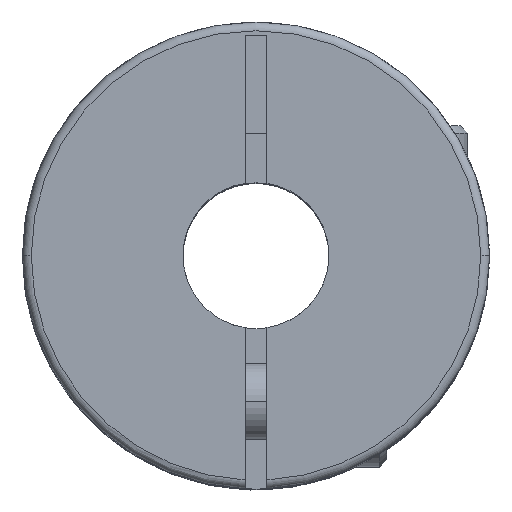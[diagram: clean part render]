
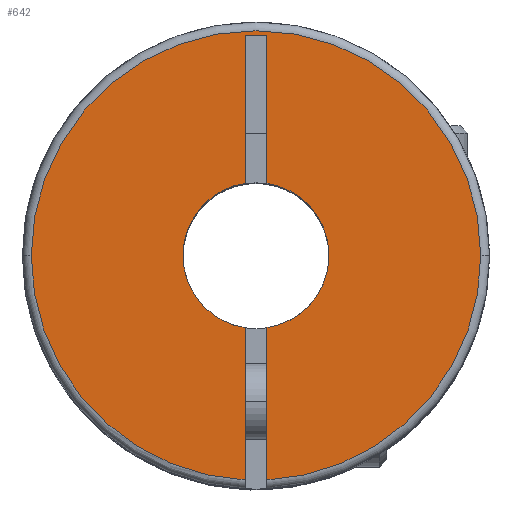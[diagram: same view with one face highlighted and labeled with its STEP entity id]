
A CAD part, top view. The second image highlights one B-rep face of the part: STEP entity #642.
In plain terms, the highlighted planar face has unit normal (0, 0, 1).
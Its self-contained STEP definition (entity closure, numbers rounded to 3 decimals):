
#43 = DIRECTION ( 'NONE',  ( 0., 0., -1. ) ) ;
#121 = CIRCLE ( 'NONE', #3572, 7.7 ) ;
#186 = CIRCLE ( 'NONE', #3069, 2.5 ) ;
#189 = DIRECTION ( 'NONE',  ( 0., 0., -1. ) ) ;
#200 = EDGE_CURVE ( 'NONE', #299, #3585, #2625, .T. ) ;
#211 = AXIS2_PLACEMENT_3D ( 'NONE', #477, #189, #2511 ) ;
#251 = CARTESIAN_POINT ( 'NONE',  ( 0.375, 7.55, 0. ) ) ;
#299 = VERTEX_POINT ( 'NONE', #3615 ) ;
#306 = CARTESIAN_POINT ( 'NONE',  ( -0.375, -2.472, 0. ) ) ;
#387 = VERTEX_POINT ( 'NONE', #3184 ) ;
#432 = DIRECTION ( 'NONE',  ( 0., 1., 0. ) ) ;
#477 = CARTESIAN_POINT ( 'NONE',  ( 0., 0., 0. ) ) ;
#582 = CARTESIAN_POINT ( 'NONE',  ( -0.375, 7.55, 0. ) ) ;
#587 = LINE ( 'NONE', #1420, #3694 ) ;
#594 = VERTEX_POINT ( 'NONE', #306 ) ;
#600 = DIRECTION ( 'NONE',  ( -1., 0., 0. ) ) ;
#642 = ADVANCED_FACE ( 'NONE', ( #1532 ), #3795, .F. ) ;
#802 = EDGE_CURVE ( 'NONE', #3879, #2316, #121, .T. ) ;
#816 = EDGE_CURVE ( 'NONE', #594, #387, #587, .T. ) ;
#832 = ORIENTED_EDGE ( 'NONE', *, *, #200, .F. ) ;
#843 = EDGE_CURVE ( 'NONE', #1364, #3585, #186, .T. ) ;
#886 = VECTOR ( 'NONE', #2442, 1000. ) ;
#893 = DIRECTION ( 'NONE',  ( 0., 0., -1. ) ) ;
#994 = ORIENTED_EDGE ( 'NONE', *, *, #1323, .F. ) ;
#1004 = ORIENTED_EDGE ( 'NONE', *, *, #2112, .F. ) ;
#1090 = VECTOR ( 'NONE', #432, 1000. ) ;
#1118 = EDGE_CURVE ( 'NONE', #3737, #3614, #3093, .T. ) ;
#1136 = DIRECTION ( 'NONE',  ( -1., 0., 0. ) ) ;
#1147 = ORIENTED_EDGE ( 'NONE', *, *, #3300, .F. ) ;
#1161 = DIRECTION ( 'NONE',  ( -1., 0., 0. ) ) ;
#1175 = DIRECTION ( 'NONE',  ( 0., 0., -1. ) ) ;
#1240 = CARTESIAN_POINT ( 'NONE',  ( 0.375, -8., 0. ) ) ;
#1261 = ORIENTED_EDGE ( 'NONE', *, *, #2139, .T. ) ;
#1323 = EDGE_CURVE ( 'NONE', #2316, #3614, #1557, .T. ) ;
#1337 = EDGE_CURVE ( 'NONE', #2769, #299, #2118, .T. ) ;
#1364 = VERTEX_POINT ( 'NONE', #1786 ) ;
#1420 = CARTESIAN_POINT ( 'NONE',  ( -0.375, 7.55, 0. ) ) ;
#1511 = DIRECTION ( 'NONE',  ( -1., 0., 0. ) ) ;
#1532 = FACE_OUTER_BOUND ( 'NONE', #2942, .T. ) ;
#1557 = LINE ( 'NONE', #1240, #886 ) ;
#1640 = ORIENTED_EDGE ( 'NONE', *, *, #1337, .F. ) ;
#1650 = CIRCLE ( 'NONE', #2341, 7.7 ) ;
#1717 = CARTESIAN_POINT ( 'NONE',  ( -7.7, 0., 0. ) ) ;
#1727 = CARTESIAN_POINT ( 'NONE',  ( 0., 0., 0. ) ) ;
#1735 = CARTESIAN_POINT ( 'NONE',  ( 0., 0., 0. ) ) ;
#1786 = CARTESIAN_POINT ( 'NONE',  ( -2.5, 0., 0. ) ) ;
#1846 = DIRECTION ( 'NONE',  ( 0., -1., 0. ) ) ;
#1864 = DIRECTION ( 'NONE',  ( 0., 0., -1. ) ) ;
#1934 = AXIS2_PLACEMENT_3D ( 'NONE', #1727, #43, #1846 ) ;
#1970 = CARTESIAN_POINT ( 'NONE',  ( 0.375, -8., 0. ) ) ;
#1989 = CARTESIAN_POINT ( 'NONE',  ( 0.375, -7.691, 0. ) ) ;
#2014 = DIRECTION ( 'NONE',  ( 0., 0., -1. ) ) ;
#2025 = VERTEX_POINT ( 'NONE', #1717 ) ;
#2082 = AXIS2_PLACEMENT_3D ( 'NONE', #3361, #1864, #2773 ) ;
#2112 = EDGE_CURVE ( 'NONE', #387, #2025, #1650, .T. ) ;
#2118 = LINE ( 'NONE', #2694, #2964 ) ;
#2137 = CIRCLE ( 'NONE', #2150, 2.5 ) ;
#2139 = EDGE_CURVE ( 'NONE', #594, #1364, #2137, .T. ) ;
#2150 = AXIS2_PLACEMENT_3D ( 'NONE', #3582, #1175, #1161 ) ;
#2316 = VERTEX_POINT ( 'NONE', #1989 ) ;
#2319 = CARTESIAN_POINT ( 'NONE',  ( -0.375, 2.472, 0. ) ) ;
#2341 = AXIS2_PLACEMENT_3D ( 'NONE', #2957, #2388, #2668 ) ;
#2349 = ORIENTED_EDGE ( 'NONE', *, *, #1118, .T. ) ;
#2357 = CARTESIAN_POINT ( 'NONE',  ( 0.375, -2.472, 0. ) ) ;
#2388 = DIRECTION ( 'NONE',  ( 0., 0., -1. ) ) ;
#2389 = DIRECTION ( 'NONE',  ( 0., -1., 0. ) ) ;
#2398 = CIRCLE ( 'NONE', #2082, 7.7 ) ;
#2405 = DIRECTION ( 'NONE',  ( 0., -1., 0. ) ) ;
#2442 = DIRECTION ( 'NONE',  ( 0., 1., 0. ) ) ;
#2511 = DIRECTION ( 'NONE',  ( -1., 0., 0. ) ) ;
#2625 = LINE ( 'NONE', #582, #3182 ) ;
#2668 = DIRECTION ( 'NONE',  ( -1., 0., 0. ) ) ;
#2694 = CARTESIAN_POINT ( 'NONE',  ( 0.375, 7.55, 0. ) ) ;
#2768 = CARTESIAN_POINT ( 'NONE',  ( 0.375, 2.472, 0. ) ) ;
#2769 = VERTEX_POINT ( 'NONE', #251 ) ;
#2773 = DIRECTION ( 'NONE',  ( -1., 0., 0. ) ) ;
#2942 = EDGE_LOOP ( 'NONE', ( #1004, #3179, #1261, #2993, #832, #1640, #3018, #2349, #994, #3432, #1147 ) ) ;
#2957 = CARTESIAN_POINT ( 'NONE',  ( 0., 0., 0. ) ) ;
#2964 = VECTOR ( 'NONE', #1511, 1000. ) ;
#2993 = ORIENTED_EDGE ( 'NONE', *, *, #843, .T. ) ;
#3018 = ORIENTED_EDGE ( 'NONE', *, *, #3473, .F. ) ;
#3069 = AXIS2_PLACEMENT_3D ( 'NONE', #1735, #2014, #1136 ) ;
#3093 = CIRCLE ( 'NONE', #211, 2.5 ) ;
#3179 = ORIENTED_EDGE ( 'NONE', *, *, #816, .F. ) ;
#3182 = VECTOR ( 'NONE', #2405, 1000. ) ;
#3184 = CARTESIAN_POINT ( 'NONE',  ( -0.375, -7.691, 0. ) ) ;
#3196 = CARTESIAN_POINT ( 'NONE',  ( 7.7, 0., 0. ) ) ;
#3300 = EDGE_CURVE ( 'NONE', #2025, #3879, #2398, .T. ) ;
#3361 = CARTESIAN_POINT ( 'NONE',  ( 0., 0., 0. ) ) ;
#3432 = ORIENTED_EDGE ( 'NONE', *, *, #802, .F. ) ;
#3473 = EDGE_CURVE ( 'NONE', #3737, #2769, #3714, .T. ) ;
#3572 = AXIS2_PLACEMENT_3D ( 'NONE', #3864, #893, #600 ) ;
#3582 = CARTESIAN_POINT ( 'NONE',  ( 0., 0., 0. ) ) ;
#3585 = VERTEX_POINT ( 'NONE', #2319 ) ;
#3614 = VERTEX_POINT ( 'NONE', #2357 ) ;
#3615 = CARTESIAN_POINT ( 'NONE',  ( -0.375, 7.55, 0. ) ) ;
#3694 = VECTOR ( 'NONE', #2389, 1000. ) ;
#3714 = LINE ( 'NONE', #1970, #1090 ) ;
#3737 = VERTEX_POINT ( 'NONE', #2768 ) ;
#3795 = PLANE ( 'NONE',  #1934 ) ;
#3864 = CARTESIAN_POINT ( 'NONE',  ( 0., 0., 0. ) ) ;
#3879 = VERTEX_POINT ( 'NONE', #3196 ) ;
